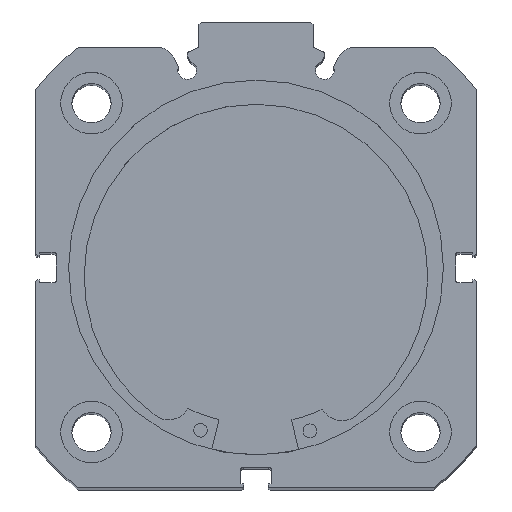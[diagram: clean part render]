
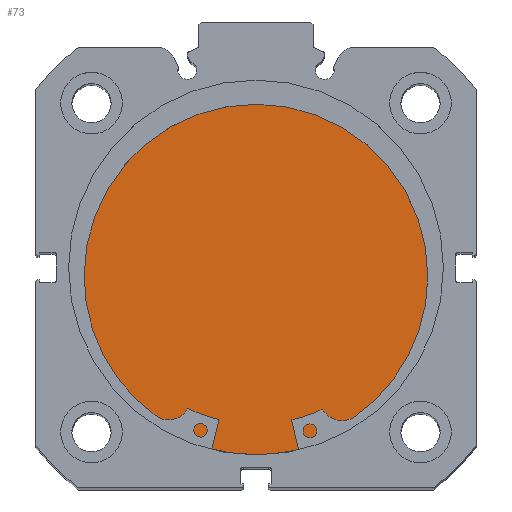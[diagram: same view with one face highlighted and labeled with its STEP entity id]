
A CAD part, top view. The second image highlights one B-rep face of the part: STEP entity #73.
In plain terms, the highlighted face is planar.
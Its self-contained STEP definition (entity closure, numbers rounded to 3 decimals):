
#73 = ADVANCED_FACE ( 'NONE', ( #2232 ), #325, .F. ) ;
#314 = DIRECTION ( 'NONE',  ( 0., 0., 1. ) ) ;
#316 = DIRECTION ( 'NONE',  ( -1., 0., 0. ) ) ;
#325 = PLANE ( 'NONE',  #1214 ) ;
#350 = CARTESIAN_POINT ( 'NONE',  ( 12., 41., 0. ) ) ;
#591 = EDGE_LOOP ( 'NONE', ( #1953, #1952 ) ) ;
#1000 = EDGE_CURVE ( 'NONE', #4355, #4354, #2434, .T. ) ;
#1001 = EDGE_CURVE ( 'NONE', #4354, #4355, #2436, .T. ) ;
#1214 = AXIS2_PLACEMENT_3D ( 'NONE', #350, #316, #314 ) ;
#1293 = AXIS2_PLACEMENT_3D ( 'NONE', #2921, #2922, #2923 ) ;
#1295 = AXIS2_PLACEMENT_3D ( 'NONE', #2918, #2919, #2920 ) ;
#1952 = ORIENTED_EDGE ( 'NONE', *, *, #1000, .F. ) ;
#1953 = ORIENTED_EDGE ( 'NONE', *, *, #1001, .F. ) ;
#2232 = FACE_OUTER_BOUND ( 'NONE', #591, .T. ) ;
#2434 = CIRCLE ( 'NONE', #1295, 41. ) ;
#2436 = CIRCLE ( 'NONE', #1293, 41. ) ;
#2918 = CARTESIAN_POINT ( 'NONE',  ( 12., 0., 0. ) ) ;
#2919 = DIRECTION ( 'NONE',  ( -1., 0., 0. ) ) ;
#2920 = DIRECTION ( 'NONE',  ( 0., 0., 1. ) ) ;
#2921 = CARTESIAN_POINT ( 'NONE',  ( 12., 0., 0. ) ) ;
#2922 = DIRECTION ( 'NONE',  ( -1., 0., 0. ) ) ;
#2923 = DIRECTION ( 'NONE',  ( 0., 0., 1. ) ) ;
#4354 = VERTEX_POINT ( 'NONE', #5176 ) ;
#4355 = VERTEX_POINT ( 'NONE', #5177 ) ;
#5176 = CARTESIAN_POINT ( 'NONE',  ( 12., 0., 41. ) ) ;
#5177 = CARTESIAN_POINT ( 'NONE',  ( 12., 0., -41. ) ) ;
